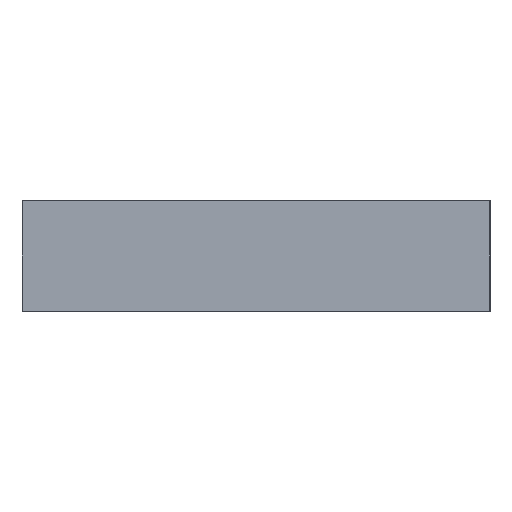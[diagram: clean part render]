
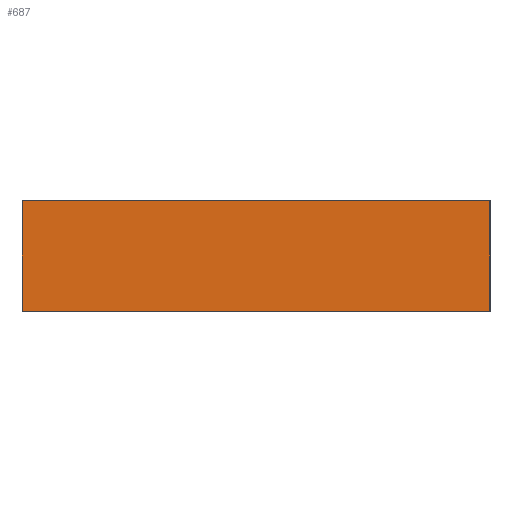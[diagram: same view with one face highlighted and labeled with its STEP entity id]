
A CAD part, left-side view. The second image highlights one B-rep face of the part: STEP entity #687.
In plain terms, the highlighted planar face has unit normal (-1, 0, 0).
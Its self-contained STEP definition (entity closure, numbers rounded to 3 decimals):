
#52=PLANE('',#744);
#85=FACE_OUTER_BOUND('',#126,.T.);
#126=EDGE_LOOP('',(#588,#589,#590,#591));
#211=LINE('',#1091,#294);
#212=LINE('',#1094,#295);
#213=LINE('',#1096,#296);
#214=LINE('',#1097,#297);
#294=VECTOR('',#901,10.);
#295=VECTOR('',#904,10.);
#296=VECTOR('',#905,10.);
#297=VECTOR('',#906,10.);
#367=VERTEX_POINT('',#1084);
#370=VERTEX_POINT('',#1089);
#371=VERTEX_POINT('',#1093);
#372=VERTEX_POINT('',#1095);
#459=EDGE_CURVE('',#367,#370,#211,.T.);
#460=EDGE_CURVE('',#371,#367,#212,.T.);
#461=EDGE_CURVE('',#372,#370,#213,.T.);
#462=EDGE_CURVE('',#371,#372,#214,.T.);
#588=ORIENTED_EDGE('',*,*,#460,.T.);
#589=ORIENTED_EDGE('',*,*,#459,.T.);
#590=ORIENTED_EDGE('',*,*,#461,.F.);
#591=ORIENTED_EDGE('',*,*,#462,.F.);
#687=ADVANCED_FACE('',(#85),#52,.T.);
#744=AXIS2_PLACEMENT_3D('',#1092,#902,#903);
#901=DIRECTION('',(0.,0.,1.));
#902=DIRECTION('center_axis',(-1.,0.,0.));
#903=DIRECTION('ref_axis',(0.,-1.,0.));
#904=DIRECTION('',(0.,-1.,0.));
#905=DIRECTION('',(0.,-1.,0.));
#906=DIRECTION('',(0.,0.,1.));
#1084=CARTESIAN_POINT('',(-100.,-42.5,0.));
#1089=CARTESIAN_POINT('',(-100.,-42.5,20.));
#1091=CARTESIAN_POINT('',(-100.,-42.5,0.));
#1092=CARTESIAN_POINT('Origin',(-100.,42.5,0.));
#1093=CARTESIAN_POINT('',(-100.,42.5,0.));
#1094=CARTESIAN_POINT('',(-100.,42.5,0.));
#1095=CARTESIAN_POINT('',(-100.,42.5,20.));
#1096=CARTESIAN_POINT('',(-100.,42.5,20.));
#1097=CARTESIAN_POINT('',(-100.,42.5,0.));
